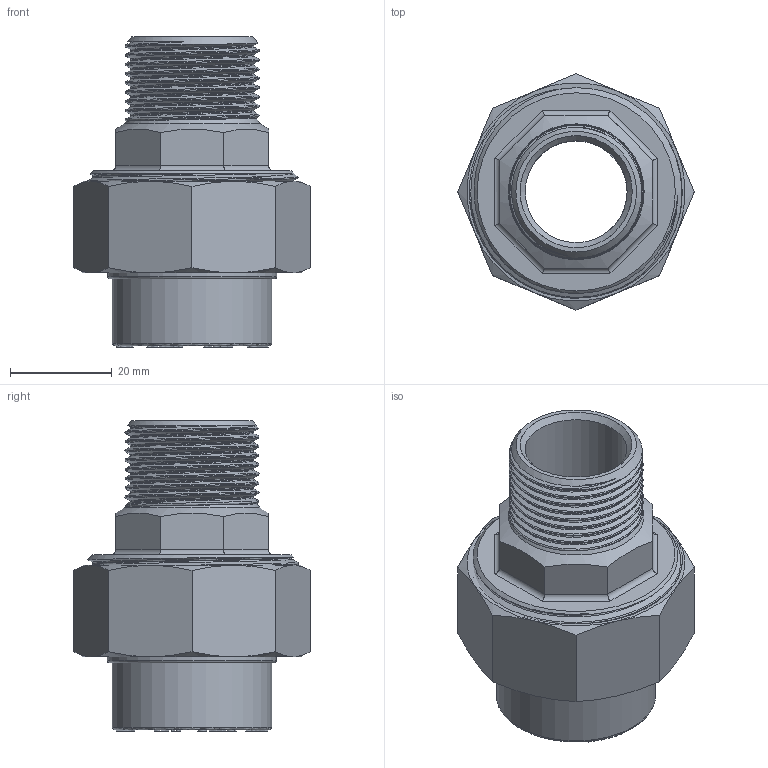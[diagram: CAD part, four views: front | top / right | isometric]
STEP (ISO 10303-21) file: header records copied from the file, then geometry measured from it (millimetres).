
FILE_DESCRIPTION(/* description */ ('STEP AP203'),/* implementation_level */ '2;1');
FILE_NAME(/* name */ 'AF0621.025.025_2.step',/* time_stamp */ '2025-12-18T14:56:14+01:00',/* author */ (''),/* organization */ (''),/* preprocessor_version */ 'ST-DEVELOPER v20.1',/* originating_system */ 'Autodesk Translation Framework v14.21.0.0',/* authorisation */ '');
FILE_SCHEMA (('AUTOMOTIVE_DESIGN { 1 0 10303 214 3 1 1 }'));
Length unit declared in the file: millimetre
Products named in the file (4): 2025-12-16-09-10-58-969; 2025-12-16-12-57-32-834; 2025-12-18-11-23-59-133; 2025-12-18-11-23-59-157
Assembly tree (3 placements, depth 3):
  2025-12-16-09-10-58-969
    2025-12-16-12-57-32-834
    2025-12-18-11-23-59-133
      2025-12-18-11-23-59-157
Bounding box: 46.37 x 46.37 x 60.91 mm (x, y, z)
Volume: 27350.9 mm3; surface area: 23698.2 mm2
Topology: 4 solids, 4 shells, 884 faces, 2498 edges, 1653 vertices
Faces by surface type: plane 782, cylinder 45, bspline 27, cone 26, torus 4
Full cylindrical faces by diameter (mm): 0.78 x1, 1.17 x1, 20 x2, 22.3 x1, 24.117 x7, 28 x1, 31.3 x1, 33.2 x1, 33.959 x1, 38 x1, 38.002 x1, 38.952 x2, 41.73 x1, 41.91 x6
Entity records: 38985 total; most frequent: CARTESIAN_POINT 16324, ORIENTED_EDGE 4988, DIRECTION 4149, EDGE_CURVE 2494, LINE 2245, VECTOR 2245, VERTEX_POINT 1651, AXIS2_PLACEMENT_3D 952
